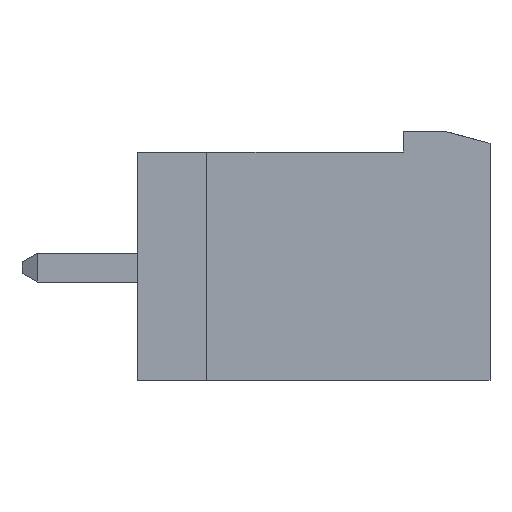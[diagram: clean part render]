
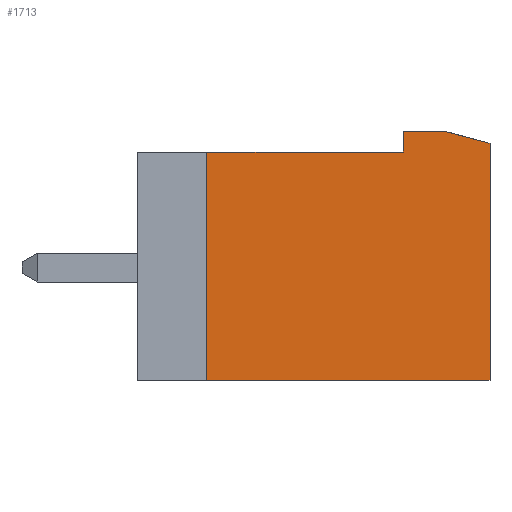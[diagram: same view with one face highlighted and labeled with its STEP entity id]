
A CAD part, front view. The second image highlights one B-rep face of the part: STEP entity #1713.
In plain terms, the highlighted planar face has unit normal (0, -1, 0).
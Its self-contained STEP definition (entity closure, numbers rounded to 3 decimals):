
#1713 = ADVANCED_FACE( '', ( #3876 ), #3877, .F. );
#3876 = FACE_OUTER_BOUND( '', #6466, .T. );
#3877 = PLANE( '', #6467 );
#6466 = EDGE_LOOP( '', ( #11469, #11470, #11471, #11472, #11473, #11474, #11475 ) );
#6467 = AXIS2_PLACEMENT_3D( '', #11476, #11477, #11478 );
#11469 = ORIENTED_EDGE( '', *, *, #16510, .T. );
#11470 = ORIENTED_EDGE( '', *, *, #17093, .T. );
#11471 = ORIENTED_EDGE( '', *, *, #16288, .T. );
#11472 = ORIENTED_EDGE( '', *, *, #17094, .T. );
#11473 = ORIENTED_EDGE( '', *, *, #15863, .T. );
#11474 = ORIENTED_EDGE( '', *, *, #17095, .T. );
#11475 = ORIENTED_EDGE( '', *, *, #16949, .T. );
#11476 = CARTESIAN_POINT( '', ( 0., -117.84, 480.7 ) );
#11477 = DIRECTION( '', ( 0., 1., 0. ) );
#11478 = DIRECTION( '', ( -1., 0., 0. ) );
#15863 = EDGE_CURVE( '', #19300, #19298, #19301, .T. );
#16288 = EDGE_CURVE( '', #19971, #19972, #19973, .T. );
#16510 = EDGE_CURVE( '', #20315, #20313, #20316, .T. );
#16949 = EDGE_CURVE( '', #20939, #20315, #20940, .T. );
#17093 = EDGE_CURVE( '', #20313, #19971, #21131, .T. );
#17094 = EDGE_CURVE( '', #19972, #19300, #21132, .T. );
#17095 = EDGE_CURVE( '', #19298, #20939, #21133, .T. );
#19298 = VERTEX_POINT( '', #24053 );
#19300 = VERTEX_POINT( '', #24056 );
#19301 = LINE( '', #24057, #24058 );
#19971 = VERTEX_POINT( '', #25060 );
#19972 = VERTEX_POINT( '', #25061 );
#19973 = LINE( '', #25062, #25063 );
#20313 = VERTEX_POINT( '', #25565 );
#20315 = VERTEX_POINT( '', #25568 );
#20316 = LINE( '', #25569, #25570 );
#20939 = VERTEX_POINT( '', #26534 );
#20940 = LINE( '', #26535, #26536 );
#21131 = LINE( '', #26828, #26829 );
#21132 = LINE( '', #26830, #26831 );
#21133 = LINE( '', #26832, #26833 );
#24053 = CARTESIAN_POINT( '', ( 3., -117.84, 480.3 ) );
#24056 = CARTESIAN_POINT( '', ( 3., -117.84, 472.1 ) );
#24057 = CARTESIAN_POINT( '', ( 3., -117.84, 480.3 ) );
#24058 = VECTOR( '', #29138, 1000. );
#25060 = CARTESIAN_POINT( '', ( -6.8, -117.84, 480. ) );
#25061 = CARTESIAN_POINT( '', ( -6.8, -117.84, 472.1 ) );
#25062 = CARTESIAN_POINT( '', ( -6.8, -117.84, 472.1 ) );
#25063 = VECTOR( '', #29477, 1000. );
#25565 = CARTESIAN_POINT( '', ( 0., -117.84, 480. ) );
#25568 = CARTESIAN_POINT( '', ( 0., -117.84, 480.7 ) );
#25569 = CARTESIAN_POINT( '', ( 0., -117.84, 480.2 ) );
#25570 = VECTOR( '', #29659, 1000. );
#26534 = CARTESIAN_POINT( '', ( 1.507, -117.84, 480.7 ) );
#26535 = CARTESIAN_POINT( '', ( 0., -117.84, 480.7 ) );
#26536 = VECTOR( '', #29992, 1000. );
#26828 = CARTESIAN_POINT( '', ( -6.8, -117.84, 480. ) );
#26829 = VECTOR( '', #30094, 1000. );
#26830 = CARTESIAN_POINT( '', ( 3., -117.84, 472.1 ) );
#26831 = VECTOR( '', #30095, 1000. );
#26832 = CARTESIAN_POINT( '', ( 1.507, -117.84, 480.7 ) );
#26833 = VECTOR( '', #30096, 1000. );
#29138 = DIRECTION( '', ( 0., 0., 1. ) );
#29477 = DIRECTION( '', ( 0., 0., -1. ) );
#29659 = DIRECTION( '', ( 0., 0., -1. ) );
#29992 = DIRECTION( '', ( -1., 0., 0. ) );
#30094 = DIRECTION( '', ( -1., 0., 0. ) );
#30095 = DIRECTION( '', ( 1., 0., 0. ) );
#30096 = DIRECTION( '', ( -0.966, 0., 0.259 ) );
